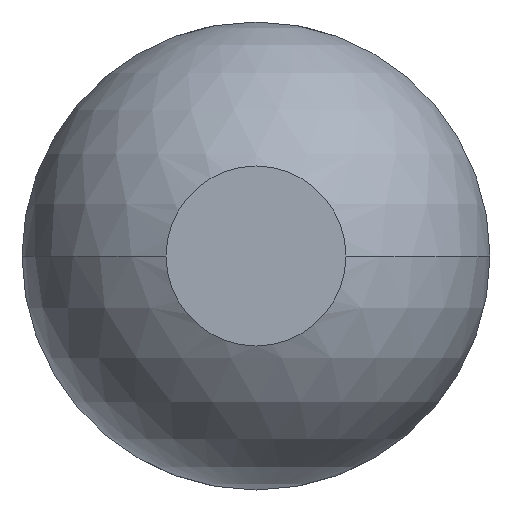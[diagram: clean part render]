
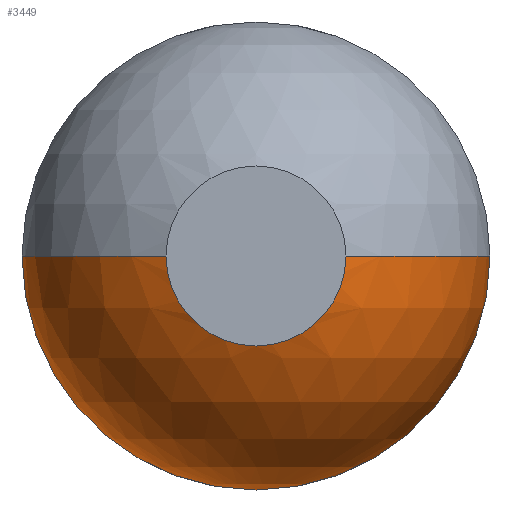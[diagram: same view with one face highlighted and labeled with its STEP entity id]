
A CAD part, front view. The second image highlights one B-rep face of the part: STEP entity #3449.
In plain terms, the highlighted spherical face has radius 0.39 mm.
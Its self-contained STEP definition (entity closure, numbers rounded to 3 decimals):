
#121 = VERTEX_POINT ( 'NONE', #3833 ) ;
#133 = DIRECTION ( 'NONE',  ( 0., 0., -1. ) ) ;
#189 = DIRECTION ( 'NONE',  ( 0., 1., 0. ) ) ;
#190 = DIRECTION ( 'NONE',  ( 0., 0., -1. ) ) ;
#193 = ORIENTED_EDGE ( 'NONE', *, *, #2600, .F. ) ;
#209 = CIRCLE ( 'NONE', #1011, 0.15 ) ;
#210 = DIRECTION ( 'NONE',  ( 0., 1., 0. ) ) ;
#249 = CARTESIAN_POINT ( 'NONE',  ( 0.15, -36.3, 0. ) ) ;
#259 = EDGE_CURVE ( 'Defeature ausgef�hrt1_36+Defeature ausgef�hrt1_35+Defeature ausgef�hrt1_35+Defeature ausgef�hrt1_35', #4189, #2910, #2889, .T. ) ;
#277 = AXIS2_PLACEMENT_3D ( 'NONE', #557, #210, #2820 ) ;
#323 = ORIENTED_EDGE ( 'NONE', *, *, #3357, .F. ) ;
#557 = CARTESIAN_POINT ( 'NONE',  ( 0., -35.94, 0. ) ) ;
#742 = DIRECTION ( 'NONE',  ( 0., -1., 0. ) ) ;
#748 = AXIS2_PLACEMENT_3D ( 'NONE', #3789, #1281, #965 ) ;
#766 = AXIS2_PLACEMENT_3D ( 'NONE', #1127, #1728, #133 ) ;
#800 = CARTESIAN_POINT ( 'NONE',  ( -0.15, -36.3, 0. ) ) ;
#868 = DIRECTION ( 'NONE',  ( 1., 0., 0. ) ) ;
#965 = DIRECTION ( 'NONE',  ( 1., 0., 0. ) ) ;
#1011 = AXIS2_PLACEMENT_3D ( 'NONE', #2632, #742, #1651 ) ;
#1127 = CARTESIAN_POINT ( 'NONE',  ( 0., -36.3, 0. ) ) ;
#1140 = SPHERICAL_SURFACE ( 'NONE', #4058, 0.39 ) ;
#1191 = CARTESIAN_POINT ( 'NONE',  ( 0., -36.3, -0.15 ) ) ;
#1216 = DIRECTION ( 'NONE',  ( -1., 0., 0. ) ) ;
#1281 = DIRECTION ( 'NONE',  ( 0., 0., 1. ) ) ;
#1464 = AXIS2_PLACEMENT_3D ( 'NONE', #2076, #189, #2765 ) ;
#1520 = VERTEX_POINT ( 'NONE', #1191 ) ;
#1629 = CARTESIAN_POINT ( 'NONE',  ( 0., -35.94, -0.39 ) ) ;
#1651 = DIRECTION ( 'NONE',  ( 0., 0., -1. ) ) ;
#1683 = EDGE_CURVE ( 'NONE', #4038, #2910, #3708, .T. ) ;
#1728 = DIRECTION ( 'NONE',  ( 0., -1., 0. ) ) ;
#2076 = CARTESIAN_POINT ( 'NONE',  ( 0., -35.94, 0. ) ) ;
#2080 = CIRCLE ( 'NONE', #766, 0.15 ) ;
#2107 = ORIENTED_EDGE ( 'NONE', *, *, #1683, .T. ) ;
#2343 = ORIENTED_EDGE ( 'NONE', *, *, #4096, .F. ) ;
#2600 = EDGE_CURVE ( 'Defeature ausgef�hrt1_37+Defeature ausgef�hrt1_35+Defeature ausgef�hrt1_35+Defeature ausgef�hrt1_35', #4038, #1520, #209, .T. ) ;
#2632 = CARTESIAN_POINT ( 'NONE',  ( 0., -36.3, 0. ) ) ;
#2765 = DIRECTION ( 'NONE',  ( 0., 0., 1. ) ) ;
#2820 = DIRECTION ( 'NONE',  ( 0., 0., 1. ) ) ;
#2846 = CARTESIAN_POINT ( 'NONE',  ( 0., -35.94, 0. ) ) ;
#2848 = AXIS2_PLACEMENT_3D ( 'NONE', #3196, #2863, #1216 ) ;
#2858 = EDGE_CURVE ( 'Defeature ausgef�hrt1_36+Defeature ausgef�hrt1_35+Defeature ausgef�hrt1_35+Defeature ausgef�hrt1_35', #121, #4189, #3528, .T. ) ;
#2863 = DIRECTION ( 'NONE',  ( 0., 0., -1. ) ) ;
#2889 = CIRCLE ( 'NONE', #1464, 0.39 ) ;
#2910 = VERTEX_POINT ( 'NONE', #3440 ) ;
#3196 = CARTESIAN_POINT ( 'NONE',  ( 0., -35.94, 0. ) ) ;
#3357 = EDGE_CURVE ( 'Defeature ausgef�hrt1_37+Defeature ausgef�hrt1_35+Defeature ausgef�hrt1_35+Defeature ausgef�hrt1_35', #1520, #3656, #2080, .T. ) ;
#3416 = FACE_OUTER_BOUND ( 'NONE', #3541, .T. ) ;
#3425 = CIRCLE ( 'NONE', #748, 0.39 ) ;
#3440 = CARTESIAN_POINT ( 'NONE',  ( -0.39, -35.94, 0. ) ) ;
#3449 = ADVANCED_FACE ( 'Defeature ausgef�hrt1_35', ( #3416 ), #1140, .T. ) ;
#3456 = ORIENTED_EDGE ( 'NONE', *, *, #259, .F. ) ;
#3528 = CIRCLE ( 'NONE', #277, 0.39 ) ;
#3541 = EDGE_LOOP ( 'NONE', ( #193, #2107, #3456, #3864, #2343, #323 ) ) ;
#3656 = VERTEX_POINT ( 'NONE', #249 ) ;
#3708 = CIRCLE ( 'NONE', #2848, 0.39 ) ;
#3789 = CARTESIAN_POINT ( 'NONE',  ( 0., -35.94, 0. ) ) ;
#3833 = CARTESIAN_POINT ( 'NONE',  ( 0.39, -35.94, 0. ) ) ;
#3864 = ORIENTED_EDGE ( 'NONE', *, *, #2858, .F. ) ;
#4038 = VERTEX_POINT ( 'NONE', #800 ) ;
#4058 = AXIS2_PLACEMENT_3D ( 'NONE', #2846, #190, #868 ) ;
#4096 = EDGE_CURVE ( 'NONE', #3656, #121, #3425, .T. ) ;
#4189 = VERTEX_POINT ( 'NONE', #1629 ) ;
